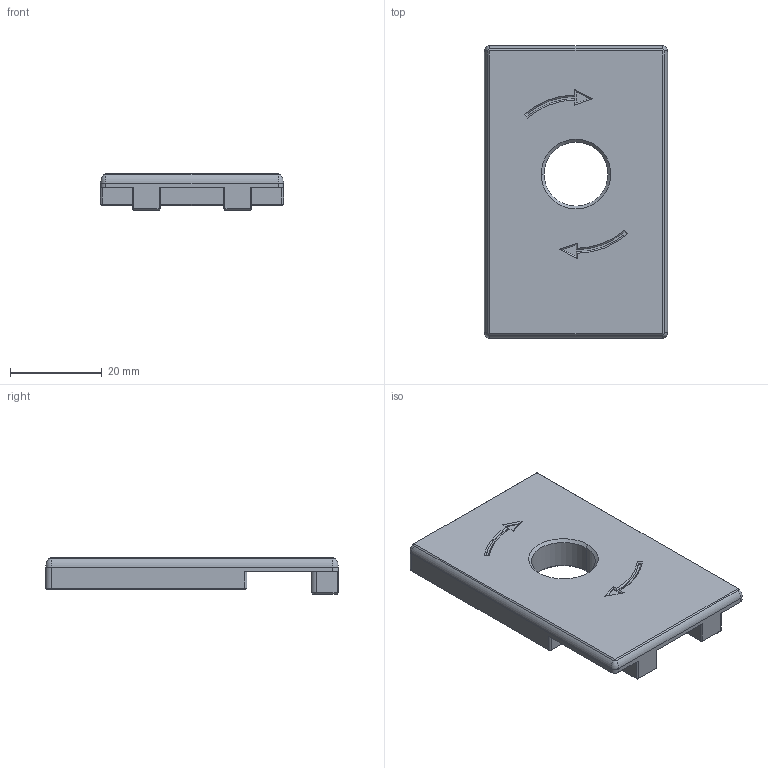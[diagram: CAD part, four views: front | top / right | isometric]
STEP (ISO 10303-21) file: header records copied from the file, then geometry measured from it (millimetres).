
FILE_DESCRIPTION (( 'STEP AP214' ), '1' );
FILE_NAME ('coreXY-2040 profile cover-left.STEP', '2025-08-09T06:14:57', ( '' ), ( '' ), 'SwSTEP 2.0', 'SolidWorks 2021', '' );
FILE_SCHEMA (( 'AUTOMOTIVE_DESIGN' ));
Length unit declared in the file: millimetre
Products named in the file (1): coreXY-2040 profile cover-left
Bounding box: 40 x 64 x 8 mm (x, y, z)
Volume: 13840.6 mm3; surface area: 6445.6 mm2
Topology: 1 solids, 1 shells, 106 faces, 248 edges, 142 vertices
Faces by surface type: plane 54, cone 24, cylinder 24, torus 4
Entity records: 2970 total; most frequent: DIRECTION 522, CARTESIAN_POINT 517, ORIENTED_EDGE 488, EDGE_CURVE 244, AXIS2_PLACEMENT_3D 179, VECTOR 164, LINE 164, VERTEX_POINT 142
